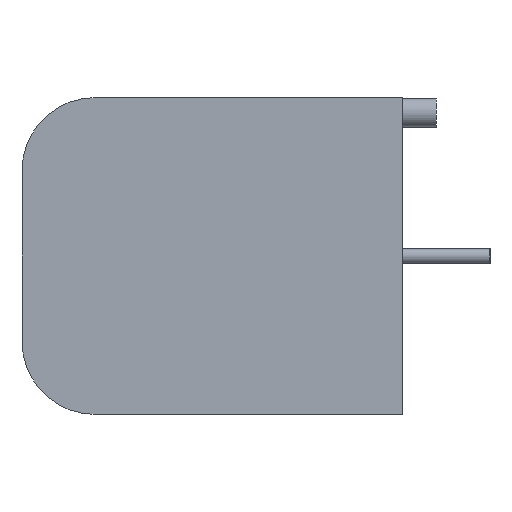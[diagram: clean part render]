
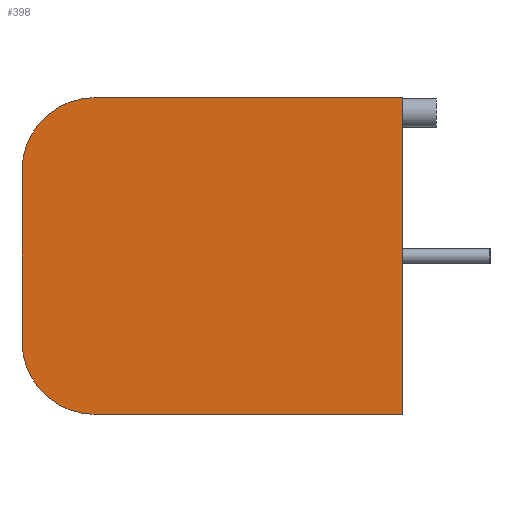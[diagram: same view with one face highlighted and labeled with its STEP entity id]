
A CAD part, left-side view. The second image highlights one B-rep face of the part: STEP entity #398.
In plain terms, the highlighted planar face has unit normal (-1, 0, 0).
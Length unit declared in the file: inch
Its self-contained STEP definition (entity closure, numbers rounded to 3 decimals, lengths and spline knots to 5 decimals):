
#3 = VECTOR ( 'NONE', #330, 39.37008 ) ;
#4 = CIRCLE ( 'NONE', #622, 0.15 ) ;
#5 = LINE ( 'NONE', #290, #3 ) ;
#23 = CIRCLE ( 'NONE', #617, 0.15 ) ;
#27 = LINE ( 'NONE', #328, #29 ) ;
#29 = VECTOR ( 'NONE', #327, 39.37008 ) ;
#38 = FACE_OUTER_BOUND ( 'NONE', #178, .T. ) ;
#89 = EDGE_CURVE ( 'NONE', #677, #699, #23, .T. ) ;
#99 = EDGE_CURVE ( 'NONE', #677, #190, #5, .T. ) ;
#100 = EDGE_CURVE ( 'NONE', #701, #190, #4, .T. ) ;
#101 = EDGE_CURVE ( 'NONE', #701, #680, #27, .T. ) ;
#178 = EDGE_LOOP ( 'NONE', ( #389, #390, #391, #388, #383, #387 ) ) ;
#190 = VERTEX_POINT ( 'NONE', #310 ) ;
#234 = DIRECTION ( 'NONE',  ( 0., 0., -1. ) ) ;
#235 = DIRECTION ( 'NONE',  ( -1., 0., 0. ) ) ;
#236 = CARTESIAN_POINT ( 'NONE',  ( -1.16, 0.63, -0.175 ) ) ;
#285 = DIRECTION ( 'NONE',  ( 0., 0., -1. ) ) ;
#286 = DIRECTION ( 'NONE',  ( 1., 0., 0. ) ) ;
#289 = PLANE ( 'NONE',  #627 ) ;
#290 = CARTESIAN_POINT ( 'NONE',  ( -1.16, 0.78, 0.325 ) ) ;
#296 = CARTESIAN_POINT ( 'NONE',  ( -1.16, 0.78, 0.325 ) ) ;
#310 = CARTESIAN_POINT ( 'NONE',  ( -1.16, 0.78, 0.175 ) ) ;
#318 = DIRECTION ( 'NONE',  ( 0., 0., -1. ) ) ;
#319 = DIRECTION ( 'NONE',  ( -1., 0., 0. ) ) ;
#320 = CARTESIAN_POINT ( 'NONE',  ( -1.16, 0.63, 0.175 ) ) ;
#327 = DIRECTION ( 'NONE',  ( 0., -1., 0. ) ) ;
#328 = CARTESIAN_POINT ( 'NONE',  ( -1.16, 0.78, 0.325 ) ) ;
#330 = DIRECTION ( 'NONE',  ( 0., 0., 1. ) ) ;
#383 = ORIENTED_EDGE ( 'NONE', *, *, #596, .T. ) ;
#387 = ORIENTED_EDGE ( 'NONE', *, *, #599, .T. ) ;
#388 = ORIENTED_EDGE ( 'NONE', *, *, #89, .T. ) ;
#389 = ORIENTED_EDGE ( 'NONE', *, *, #101, .F. ) ;
#390 = ORIENTED_EDGE ( 'NONE', *, *, #100, .T. ) ;
#391 = ORIENTED_EDGE ( 'NONE', *, *, #99, .F. ) ;
#398 = ADVANCED_FACE ( 'NONE', ( #38 ), #289, .F. ) ;
#429 = VECTOR ( 'NONE', #494, 39.37008 ) ;
#432 = VECTOR ( 'NONE', #486, 39.37008 ) ;
#435 = LINE ( 'NONE', #491, #432 ) ;
#441 = LINE ( 'NONE', #493, #429 ) ;
#486 = DIRECTION ( 'NONE',  ( 0., -1., 0. ) ) ;
#491 = CARTESIAN_POINT ( 'NONE',  ( -1.16, 0.78, -0.325 ) ) ;
#493 = CARTESIAN_POINT ( 'NONE',  ( -1.16, 0., 0.325 ) ) ;
#494 = DIRECTION ( 'NONE',  ( 0., 0., 1. ) ) ;
#524 = CARTESIAN_POINT ( 'NONE',  ( -1.16, 0.78, -0.175 ) ) ;
#527 = CARTESIAN_POINT ( 'NONE',  ( -1.16, 0., 0.325 ) ) ;
#543 = CARTESIAN_POINT ( 'NONE',  ( -1.16, 0.63, -0.325 ) ) ;
#545 = CARTESIAN_POINT ( 'NONE',  ( -1.16, 0.63, 0.325 ) ) ;
#551 = CARTESIAN_POINT ( 'NONE',  ( -1.16, 0., -0.325 ) ) ;
#596 = EDGE_CURVE ( 'NONE', #699, #708, #435, .T. ) ;
#599 = EDGE_CURVE ( 'NONE', #708, #680, #441, .T. ) ;
#617 = AXIS2_PLACEMENT_3D ( 'NONE', #236, #235, #234 ) ;
#622 = AXIS2_PLACEMENT_3D ( 'NONE', #320, #319, #318 ) ;
#627 = AXIS2_PLACEMENT_3D ( 'NONE', #296, #286, #285 ) ;
#677 = VERTEX_POINT ( 'NONE', #524 ) ;
#680 = VERTEX_POINT ( 'NONE', #527 ) ;
#699 = VERTEX_POINT ( 'NONE', #543 ) ;
#701 = VERTEX_POINT ( 'NONE', #545 ) ;
#708 = VERTEX_POINT ( 'NONE', #551 ) ;
